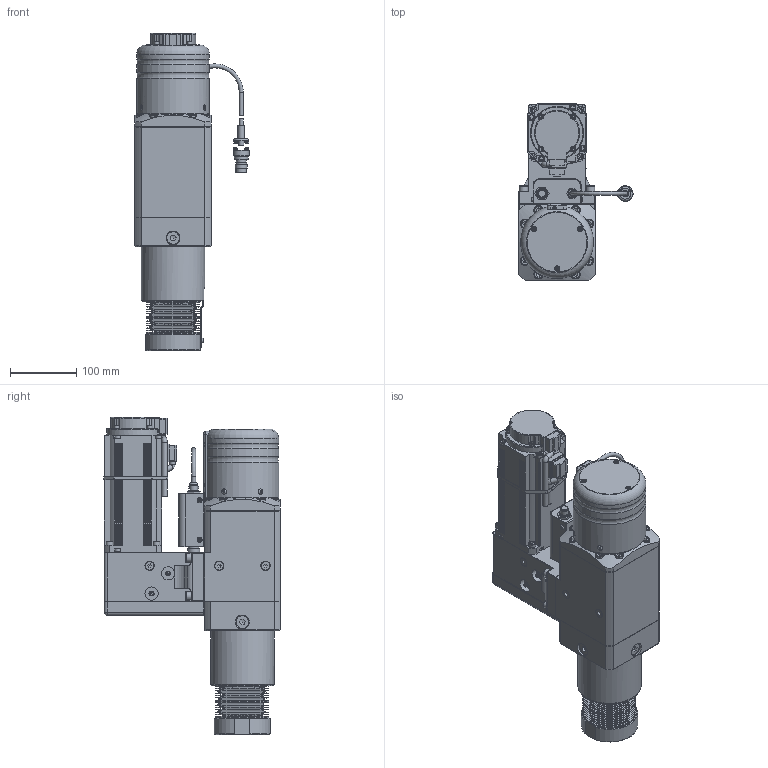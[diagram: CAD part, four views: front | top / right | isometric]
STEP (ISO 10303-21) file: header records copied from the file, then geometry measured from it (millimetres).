
FILE_DESCRIPTION(/* description */ (''),/* implementation_level */ '2;1');
FILE_NAME(/* name */ 'DPL-301R4J-20FB-CE(-P)(DS-P085_P088).stp',/* time_stamp */ '2023-07-11T11:07:16+09:00',/* author */ ('y-mizuno'),/* organization */ (''),/* preprocessor_version */ 'ST-DEVELOPER v19.2',/* originating_system */ 'Autodesk Inventor 2023',/* authorisation */ '');
FILE_SCHEMA (('CONFIG_CONTROL_DESIGN'));
Products named in the file (1): DPL-301R4J-20FB-CE(DS-P085)
Bounding box: 172.25 x 267 x 479 mm (x, y, z)
Volume: 7205923.7 mm3; surface area: 621975.9 mm2
Topology: 16 solids, 41 shells, 2407 faces, 6156 edges, 3866 vertices
Faces by surface type: plane 1493, cylinder 557, cone 228, torus 99, bspline 24, sphere 6
Full cylindrical faces by diameter (mm): 3 x1, 3.113 x2, 3.3 x3, 3.5 x12, 4 x8, 4.2 x2, 4.5 x8, 5 x2, 5.5 x7, 6 x4, 6.6 x4, 6.75 x13, 7 x8, 7.5 x8, 8 x18, 8.2 x1, 8.5 x12, 10 x2, 10.25 x4, 10.6 x1, 12 x1, 12.4 x3, 12.5 x1, 13 x32, 14 x22, 14.5 x1, 15 x1, 16 x4, 17 x2, 18 x1
Entity records: 76835 total; most frequent: CARTESIAN_POINT 16297, ORIENTED_EDGE 12164, DIRECTION 12131, EDGE_CURVE 6082, AXIS2_PLACEMENT_3D 4299, VERTEX_POINT 3866, LINE 3533, VECTOR 3533
